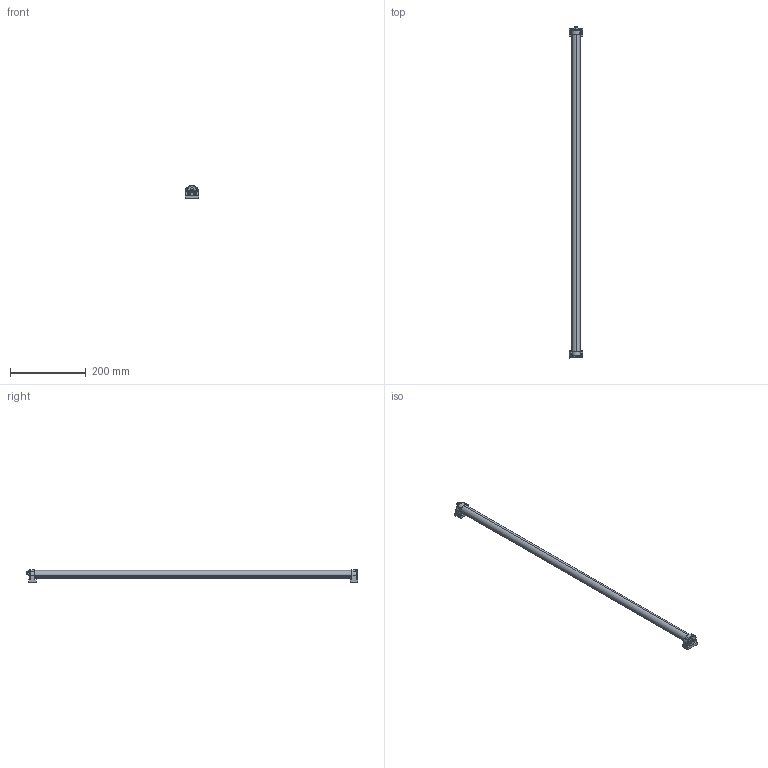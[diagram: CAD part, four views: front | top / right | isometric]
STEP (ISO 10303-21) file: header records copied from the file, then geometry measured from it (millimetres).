
FILE_DESCRIPTION(('CATIA V5 STEP Exchange','CAx-IF Rec.Pracs.--- Model Styling and Organization---1.4--- 2014-01-23'),'2;1');
FILE_NAME ('1483055-1_0', '2022-11-02T08:27:00+00:00', ('none'), ('Weidmueller'), 'CATIA Version 5-6 Release 2016 SP3 HF44', 'CATIA V5 STEP AP214', 'none');
FILE_SCHEMA(('AUTOMOTIVE_DESIGN { 1 0 10303 214 1 1 1 1 }'));
Length unit declared in the file: millimetre
Products named in the file (1): 2899130000
Bounding box: 35 x 876.52 x 34.07 mm (x, y, z)
Volume: 331742.2 mm3; surface area: 162844 mm2
Topology: 7 solids, 7 shells, 647 faces, 1908 edges, 1255 vertices
Faces by surface type: cylinder 253, cone 164, plane 162, bspline 36, sphere 16, extrusion 12, torus 4
Entity records: 25368 total; most frequent: CARTESIAN_POINT 9916, ORIENTED_EDGE 3784, DIRECTION 2278, EDGE_CURVE 1892, VERTEX_POINT 1255, AXIS2_PLACEMENT_3D 1052, B_SPLINE_CURVE_WITH_KNOTS 761, EDGE_LOOP 683
